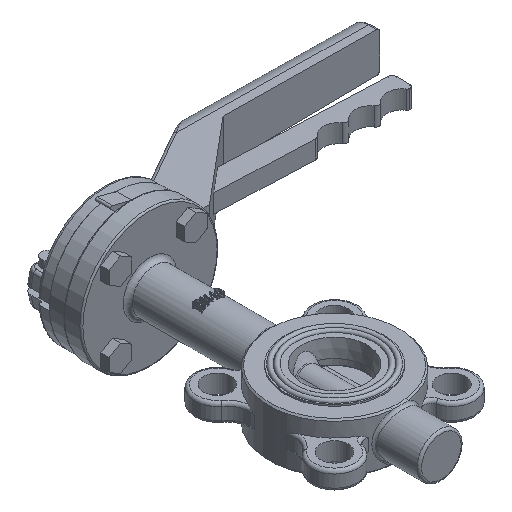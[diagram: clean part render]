
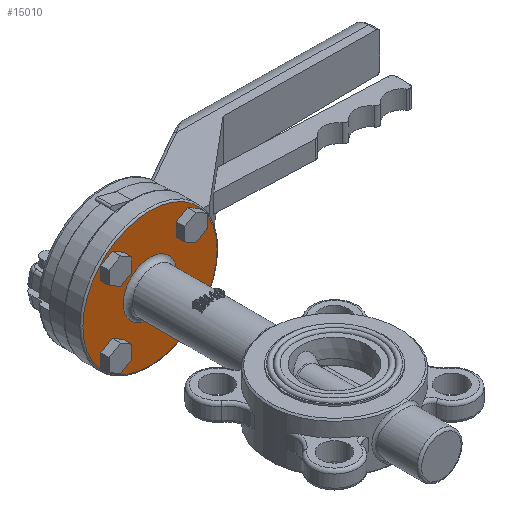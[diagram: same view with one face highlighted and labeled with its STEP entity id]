
A CAD part, isometric view. The second image highlights one B-rep face of the part: STEP entity #15010.
In plain terms, the highlighted planar face has unit normal (0, -1, 0).
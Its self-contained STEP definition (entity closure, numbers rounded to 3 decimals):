
#1213=CIRCLE('',#16155,44.);
#1214=CIRCLE('',#16156,17.5);
#1215=CIRCLE('',#16157,5.);
#1216=CIRCLE('',#16158,5.);
#1217=CIRCLE('',#16159,5.);
#1218=CIRCLE('',#16160,5.);
#2905=ORIENTED_EDGE('',*,*,#5949,.T.);
#2906=ORIENTED_EDGE('',*,*,#5950,.T.);
#2907=ORIENTED_EDGE('',*,*,#5951,.T.);
#2908=ORIENTED_EDGE('',*,*,#5952,.T.);
#2909=ORIENTED_EDGE('',*,*,#5953,.T.);
#2910=ORIENTED_EDGE('',*,*,#5954,.T.);
#5949=EDGE_CURVE('',#7575,#7575,#1213,.F.);
#5950=EDGE_CURVE('',#7576,#7576,#1214,.T.);
#5951=EDGE_CURVE('',#7577,#7577,#1215,.T.);
#5952=EDGE_CURVE('',#7578,#7578,#1216,.T.);
#5953=EDGE_CURVE('',#7579,#7579,#1217,.T.);
#5954=EDGE_CURVE('',#7580,#7580,#1218,.T.);
#7575=VERTEX_POINT('',#22775);
#7576=VERTEX_POINT('',#22777);
#7577=VERTEX_POINT('',#22779);
#7578=VERTEX_POINT('',#22781);
#7579=VERTEX_POINT('',#22783);
#7580=VERTEX_POINT('',#22785);
#10469=EDGE_LOOP('',(#2905));
#10470=EDGE_LOOP('',(#2906));
#10471=EDGE_LOOP('',(#2907));
#10472=EDGE_LOOP('',(#2908));
#10473=EDGE_LOOP('',(#2909));
#10474=EDGE_LOOP('',(#2910));
#11411=FACE_BOUND('',#10469,.T.);
#11412=FACE_BOUND('',#10470,.T.);
#11413=FACE_BOUND('',#10471,.T.);
#11414=FACE_BOUND('',#10472,.T.);
#11415=FACE_BOUND('',#10473,.T.);
#11416=FACE_BOUND('',#10474,.T.);
#12100=PLANE('',#16154);
#15010=ADVANCED_FACE('',(#11411,#11412,#11413,#11414,#11415,#11416),#12100,
 .F.);
#16154=AXIS2_PLACEMENT_3D('',#22773,#18374,#18375);
#16155=AXIS2_PLACEMENT_3D('',#22774,#18376,#18377);
#16156=AXIS2_PLACEMENT_3D('',#22776,#18378,#18379);
#16157=AXIS2_PLACEMENT_3D('',#22778,#18380,#18381);
#16158=AXIS2_PLACEMENT_3D('',#22780,#18382,#18383);
#16159=AXIS2_PLACEMENT_3D('',#22782,#18384,#18385);
#16160=AXIS2_PLACEMENT_3D('',#22784,#18386,#18387);
#18374=DIRECTION('',(0.,1.,0.));
#18375=DIRECTION('',(0.,0.,1.));
#18376=DIRECTION('',(0.,1.,0.));
#18377=DIRECTION('',(0.,0.,1.));
#18378=DIRECTION('',(0.,1.,0.));
#18379=DIRECTION('',(0.,0.,1.));
#18380=DIRECTION('',(0.,1.,0.));
#18381=DIRECTION('',(0.,0.,1.));
#18382=DIRECTION('',(0.,1.,0.));
#18383=DIRECTION('',(0.,0.,1.));
#18384=DIRECTION('',(0.,1.,0.));
#18385=DIRECTION('',(0.,0.,1.));
#18386=DIRECTION('',(0.,1.,0.));
#18387=DIRECTION('',(0.,0.,1.));
#22773=CARTESIAN_POINT('',(0.,121.,0.));
#22774=CARTESIAN_POINT('',(0.,121.,0.));
#22775=CARTESIAN_POINT('',(0.,121.,44.));
#22776=CARTESIAN_POINT('',(0.,121.,0.));
#22777=CARTESIAN_POINT('',(0.,121.,17.5));
#22778=CARTESIAN_POINT('',(-24.749,121.,24.749));
#22779=CARTESIAN_POINT('',(-24.749,121.,29.749));
#22780=CARTESIAN_POINT('',(24.749,121.,24.749));
#22781=CARTESIAN_POINT('',(24.749,121.,29.749));
#22782=CARTESIAN_POINT('',(24.749,121.,-24.749));
#22783=CARTESIAN_POINT('',(24.749,121.,-19.749));
#22784=CARTESIAN_POINT('',(-24.749,121.,-24.749));
#22785=CARTESIAN_POINT('',(-24.749,121.,-19.749));
